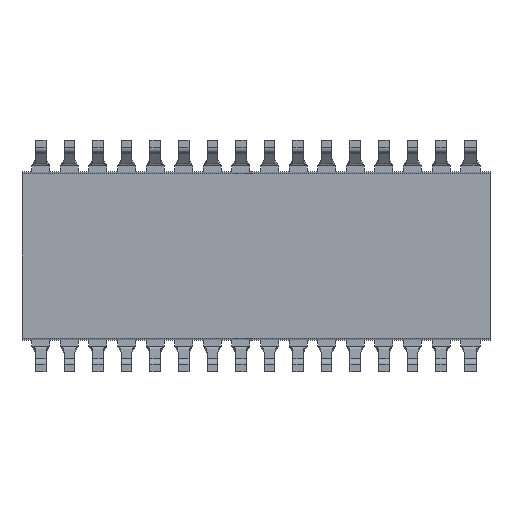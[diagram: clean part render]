
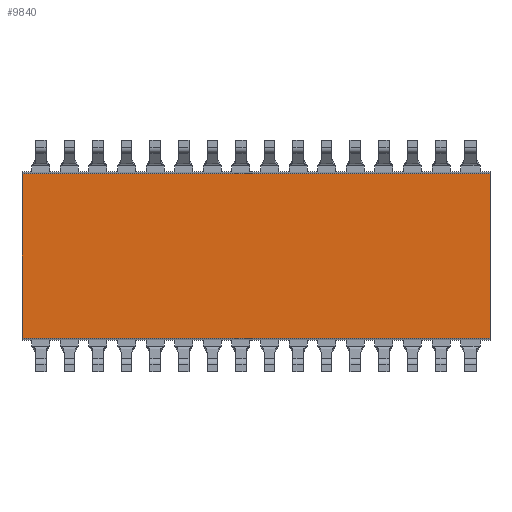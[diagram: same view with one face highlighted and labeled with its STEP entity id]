
A CAD part, front view. The second image highlights one B-rep face of the part: STEP entity #9840.
In plain terms, the highlighted planar face has unit normal (0, -1, 0).
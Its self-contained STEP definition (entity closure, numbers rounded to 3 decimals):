
#437 = VERTEX_POINT ( 'NONE', #25187 ) ;
#706 = EDGE_CURVE ( 'NONE', #6976, #17369, #3516, .T. ) ;
#1712 = EDGE_CURVE ( 'NONE', #437, #24021, #14287, .T. ) ;
#2528 = PLANE ( 'NONE',  #10415 ) ;
#3516 = LINE ( 'NONE', #19606, #13388 ) ;
#4181 = EDGE_CURVE ( 'NONE', #437, #6976, #18333, .T. ) ;
#5139 = ORIENTED_EDGE ( 'NONE', *, *, #1712, .T. ) ;
#5943 = CARTESIAN_POINT ( 'NONE',  ( 10.395, -1.195, 3.65 ) ) ;
#6976 = VERTEX_POINT ( 'NONE', #20495 ) ;
#9108 = ORIENTED_EDGE ( 'NONE', *, *, #706, .F. ) ;
#9840 = ADVANCED_FACE ( 'NONE', ( #12673 ), #2528, .T. ) ;
#10306 = DIRECTION ( 'NONE',  ( 0., 0., -1. ) ) ;
#10415 = AXIS2_PLACEMENT_3D ( 'NONE', #16638, #16246, #10306 ) ;
#10428 = DIRECTION ( 'NONE',  ( 0., 0., 1. ) ) ;
#10603 = VECTOR ( 'NONE', #22327, 1000. ) ;
#11885 = LINE ( 'NONE', #5943, #20475 ) ;
#12527 = ORIENTED_EDGE ( 'NONE', *, *, #4181, .F. ) ;
#12673 = FACE_OUTER_BOUND ( 'NONE', #22031, .T. ) ;
#13388 = VECTOR ( 'NONE', #15643, 1000. ) ;
#14287 = LINE ( 'NONE', #18343, #10603 ) ;
#14897 = CARTESIAN_POINT ( 'NONE',  ( 10.395, -1.195, -3.65 ) ) ;
#15373 = VECTOR ( 'NONE', #10428, 1000. ) ;
#15643 = DIRECTION ( 'NONE',  ( 1., 0., 0. ) ) ;
#15990 = DIRECTION ( 'NONE',  ( 0., 0., 1. ) ) ;
#16246 = DIRECTION ( 'NONE',  ( 0., -1., 0. ) ) ;
#16501 = CARTESIAN_POINT ( 'NONE',  ( -10.395, -1.195, 3.65 ) ) ;
#16638 = CARTESIAN_POINT ( 'NONE',  ( -18.513, -1.195, 3.65 ) ) ;
#17369 = VERTEX_POINT ( 'NONE', #19571 ) ;
#18333 = LINE ( 'NONE', #16501, #15373 ) ;
#18343 = CARTESIAN_POINT ( 'NONE',  ( -18.513, -1.195, -3.65 ) ) ;
#19571 = CARTESIAN_POINT ( 'NONE',  ( 10.395, -1.195, 3.65 ) ) ;
#19606 = CARTESIAN_POINT ( 'NONE',  ( -18.513, -1.195, 3.65 ) ) ;
#20475 = VECTOR ( 'NONE', #15990, 1000. ) ;
#20495 = CARTESIAN_POINT ( 'NONE',  ( -10.395, -1.195, 3.65 ) ) ;
#22031 = EDGE_LOOP ( 'NONE', ( #12527, #5139, #24493, #9108 ) ) ;
#22327 = DIRECTION ( 'NONE',  ( 1., 0., 0. ) ) ;
#24021 = VERTEX_POINT ( 'NONE', #14897 ) ;
#24493 = ORIENTED_EDGE ( 'NONE', *, *, #25145, .T. ) ;
#25145 = EDGE_CURVE ( 'NONE', #24021, #17369, #11885, .T. ) ;
#25187 = CARTESIAN_POINT ( 'NONE',  ( -10.395, -1.195, -3.65 ) ) ;
